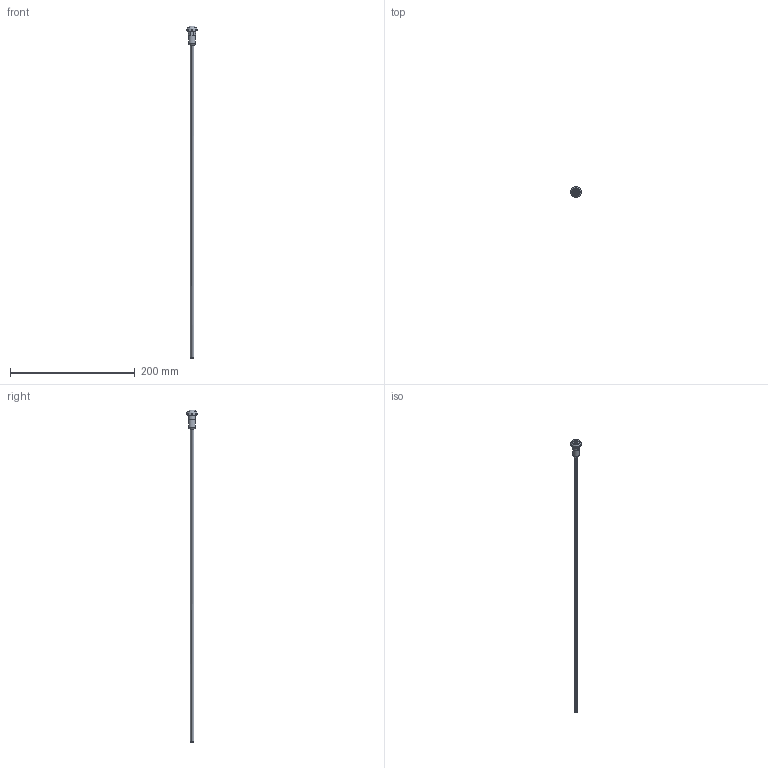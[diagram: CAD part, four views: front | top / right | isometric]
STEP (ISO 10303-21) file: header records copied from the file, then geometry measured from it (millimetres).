
FILE_DESCRIPTION(/* description */ (''),/* implementation_level */ '2;1');
FILE_NAME(/* name */ 'RP8100B2W1CEBLKxxxxxx.stp',/* time_stamp */ '2025-12-30T07:55:11-06:00',/* author */ ('jmeyers'),/* organization */ (''),/* preprocessor_version */ 'ST-DEVELOPER v18.1',/* originating_system */ 'Autodesk Inventor 2022',/* authorisation */ '');
FILE_SCHEMA (('AUTOMOTIVE_DESIGN { 1 0 10303 214 3 1 1 }'));
Length unit declared in the file: inch
Products named in the file (1): Part8
Bounding box: 17.5 x 17.5 x 531.53 mm (x, y, z)
Volume: 7340.2 mm3; surface area: 13423.7 mm2
Topology: 1 solids, 3 shells, 103 faces, 240 edges, 162 vertices
Faces by surface type: plane 61, cylinder 30, cone 8, bspline 4
Full cylindrical faces by diameter (mm): 0.75 x4, 1.7 x4, 4 x1, 5.6 x1, 7.2 x1, 7.55 x1, 8.6 x1, 9.5 x1, 10 x2, 10.5 x1, 11.6 x1, 12 x1, 12.1 x1, 13.6 x1, 17.5 x2
Entity records: 3269 total; most frequent: CARTESIAN_POINT 796, DIRECTION 532, ORIENTED_EDGE 480, EDGE_CURVE 240, AXIS2_PLACEMENT_3D 209, VERTEX_POINT 162, EDGE_LOOP 126, LINE 114
